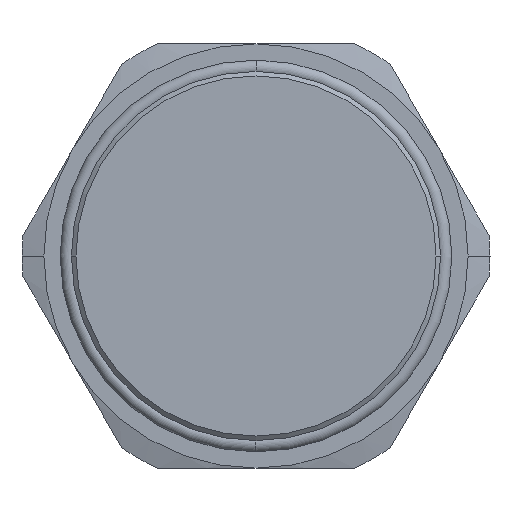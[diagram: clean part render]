
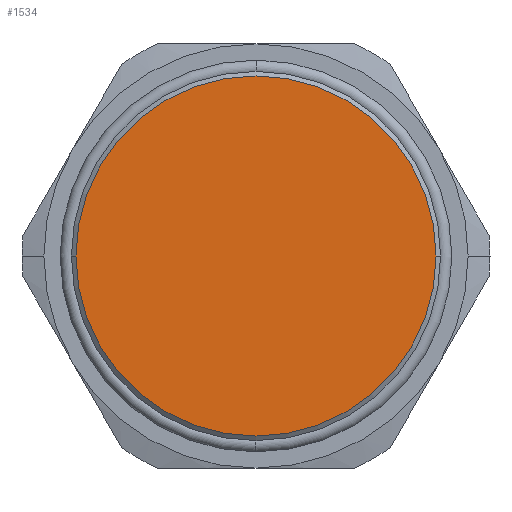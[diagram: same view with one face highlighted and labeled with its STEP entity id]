
A CAD part, front view. The second image highlights one B-rep face of the part: STEP entity #1534.
In plain terms, the highlighted planar face has unit normal (0, -1, 0).
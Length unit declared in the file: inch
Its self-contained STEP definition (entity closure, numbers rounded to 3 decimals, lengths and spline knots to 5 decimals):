
#172 = DIRECTION ( 'NONE',  ( 1., 0., 0. ) ) ;
#283 = AXIS2_PLACEMENT_3D ( 'NONE', #773, #2273, #959 ) ;
#570 = FACE_OUTER_BOUND ( 'NONE', #1541, .T. ) ;
#707 = EDGE_CURVE ( 'NONE', #804, #2446, #1501, .T. ) ;
#715 = CARTESIAN_POINT ( 'NONE',  ( -1.13622, 0., 0. ) ) ;
#773 = CARTESIAN_POINT ( 'NONE',  ( 1.0718, 0., 0. ) ) ;
#804 = VERTEX_POINT ( 'NONE', #715 ) ;
#867 = CARTESIAN_POINT ( 'NONE',  ( 0., 0., 0. ) ) ;
#929 = DIRECTION ( 'NONE',  ( 0., -1., 0. ) ) ;
#959 = DIRECTION ( 'NONE',  ( 0., 0., -1. ) ) ;
#1009 = ORIENTED_EDGE ( 'NONE', *, *, #1598, .T. ) ;
#1180 = PLANE ( 'NONE',  #283 ) ;
#1397 = DIRECTION ( 'NONE',  ( 0., -1., 0. ) ) ;
#1501 = CIRCLE ( 'NONE', #2163, 1.13622 ) ;
#1525 = CARTESIAN_POINT ( 'NONE',  ( 1.13622, 0., 0. ) ) ;
#1534 = ADVANCED_FACE ( 'NONE', ( #570 ), #1180, .T. ) ;
#1541 = EDGE_LOOP ( 'NONE', ( #1009, #1794 ) ) ;
#1598 = EDGE_CURVE ( 'NONE', #2446, #804, #1618, .T. ) ;
#1618 = CIRCLE ( 'NONE', #2349, 1.13622 ) ;
#1700 = CARTESIAN_POINT ( 'NONE',  ( 0., 0., 0. ) ) ;
#1794 = ORIENTED_EDGE ( 'NONE', *, *, #707, .T. ) ;
#2163 = AXIS2_PLACEMENT_3D ( 'NONE', #867, #1397, #2175 ) ;
#2175 = DIRECTION ( 'NONE',  ( 1., 0., 0. ) ) ;
#2273 = DIRECTION ( 'NONE',  ( 0., -1., 0. ) ) ;
#2349 = AXIS2_PLACEMENT_3D ( 'NONE', #1700, #929, #172 ) ;
#2446 = VERTEX_POINT ( 'NONE', #1525 ) ;
